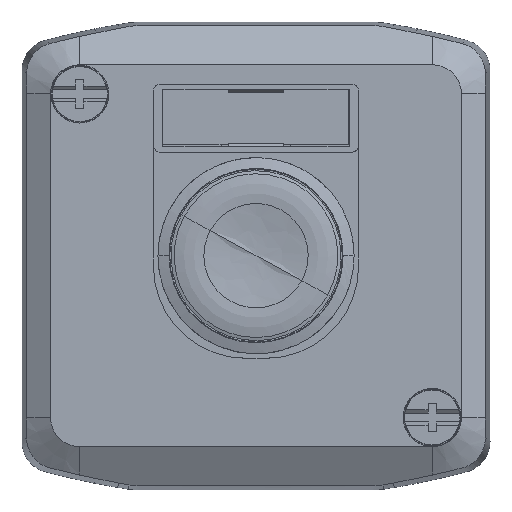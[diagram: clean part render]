
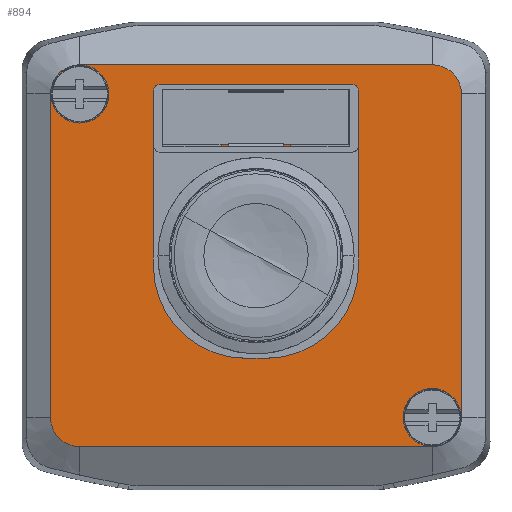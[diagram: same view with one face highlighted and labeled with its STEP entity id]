
A CAD part, top view. The second image highlights one B-rep face of the part: STEP entity #894.
In plain terms, the highlighted face is planar.
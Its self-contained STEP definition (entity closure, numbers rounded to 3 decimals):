
#68=CARTESIAN_POINT('Axis2P3D Location',(11.669,-28.295,23.525)) ;
#72=CARTESIAN_POINT('Vertex',(15.88,-28.295,23.525)) ;
#74=CARTESIAN_POINT('Vertex',(7.458,-28.295,23.525)) ;
#108=CARTESIAN_POINT('Axis2P3D Location',(11.669,-28.295,23.525)) ;
#125=CARTESIAN_POINT('Axis2P3D Location',(-39.531,18.705,23.525)) ;
#129=CARTESIAN_POINT('Vertex',(-35.32,18.705,23.525)) ;
#131=CARTESIAN_POINT('Vertex',(-43.742,18.705,23.525)) ;
#165=CARTESIAN_POINT('Axis2P3D Location',(-39.531,18.705,23.525)) ;
#195=CARTESIAN_POINT('Vertex',(-12.431,7.555,23.525)) ;
#198=CARTESIAN_POINT('Line Origine',(-13.931,7.555,23.525)) ;
#202=CARTESIAN_POINT('Vertex',(-15.431,7.555,23.525)) ;
#222=CARTESIAN_POINT('Line Origine',(-12.431,6.94,23.525)) ;
#226=CARTESIAN_POINT('Vertex',(-12.431,6.325,23.525)) ;
#275=CARTESIAN_POINT('Line Origine',(-15.431,6.94,23.525)) ;
#279=CARTESIAN_POINT('Vertex',(-15.431,6.325,23.525)) ;
#534=CARTESIAN_POINT('Vertex',(-39.581,-32.545,23.525)) ;
#537=CARTESIAN_POINT('Axis2P3D Location',(-39.581,-28.345,23.525)) ;
#541=CARTESIAN_POINT('Vertex',(-43.781,-28.345,23.525)) ;
#594=CARTESIAN_POINT('Line Origine',(-43.781,-4.795,23.525)) ;
#598=CARTESIAN_POINT('Vertex',(-43.781,18.755,23.525)) ;
#625=CARTESIAN_POINT('Line Origine',(15.919,-4.795,23.525)) ;
#629=CARTESIAN_POINT('Vertex',(15.919,-28.345,23.525)) ;
#631=CARTESIAN_POINT('Vertex',(15.919,18.755,23.525)) ;
#674=CARTESIAN_POINT('Axis2P3D Location',(11.719,-28.345,23.525)) ;
#678=CARTESIAN_POINT('Vertex',(11.719,-32.545,23.525)) ;
#734=CARTESIAN_POINT('Vertex',(11.719,22.955,23.525)) ;
#737=CARTESIAN_POINT('Axis2P3D Location',(11.719,18.755,23.525)) ;
#794=CARTESIAN_POINT('Axis2P3D Location',(-39.581,18.755,23.525)) ;
#798=CARTESIAN_POINT('Vertex',(-39.581,22.955,23.525)) ;
#834=CARTESIAN_POINT('Axis2P3D Location',(-13.931,-4.795,23.525)) ;
#839=CARTESIAN_POINT('Line Origine',(-13.931,22.955,23.525)) ;
#844=CARTESIAN_POINT('Line Origine',(-13.931,-32.545,23.525)) ;
#867=CARTESIAN_POINT('Axis2P3D Location',(-13.931,-4.795,23.525)) ;
#871=CARTESIAN_POINT('Vertex',(-25.152,-4.795,23.525)) ;
#874=CARTESIAN_POINT('Axis2P3D Location',(-13.931,-4.795,23.525)) ;
#878=CARTESIAN_POINT('Vertex',(-2.71,-4.795,23.525)) ;
#881=CARTESIAN_POINT('Axis2P3D Location',(-13.931,-4.795,23.525)) ;
#200=VECTOR('Line Direction',#199,1.) ;
#224=VECTOR('Line Direction',#223,1.) ;
#277=VECTOR('Line Direction',#276,1.) ;
#596=VECTOR('Line Direction',#595,1.) ;
#627=VECTOR('Line Direction',#626,1.) ;
#841=VECTOR('Line Direction',#840,1.) ;
#846=VECTOR('Line Direction',#845,1.) ;
#69=DIRECTION('Axis2P3D Direction',(0.,0.,1.)) ;
#109=DIRECTION('Axis2P3D Direction',(0.,0.,1.)) ;
#126=DIRECTION('Axis2P3D Direction',(0.,0.,1.)) ;
#166=DIRECTION('Axis2P3D Direction',(0.,0.,1.)) ;
#199=DIRECTION('Vector Direction',(-1.,0.,0.)) ;
#223=DIRECTION('Vector Direction',(0.,1.,0.)) ;
#276=DIRECTION('Vector Direction',(0.,-1.,0.)) ;
#538=DIRECTION('Axis2P3D Direction',(0.,0.,-1.)) ;
#595=DIRECTION('Vector Direction',(0.,-1.,0.)) ;
#626=DIRECTION('Vector Direction',(0.,1.,0.)) ;
#675=DIRECTION('Axis2P3D Direction',(0.,0.,-1.)) ;
#738=DIRECTION('Axis2P3D Direction',(-0.,-0.,-1.)) ;
#795=DIRECTION('Axis2P3D Direction',(0.,0.,-1.)) ;
#835=DIRECTION('Axis2P3D Direction',(0.,-0.,1.)) ;
#836=DIRECTION('Axis2P3D XDirection',(0.,1.,0.)) ;
#840=DIRECTION('Vector Direction',(-1.,0.,0.)) ;
#845=DIRECTION('Vector Direction',(1.,0.,0.)) ;
#868=DIRECTION('Axis2P3D Direction',(0.,-0.,1.)) ;
#875=DIRECTION('Axis2P3D Direction',(0.,-0.,1.)) ;
#882=DIRECTION('Axis2P3D Direction',(0.,-0.,1.)) ;
#70=AXIS2_PLACEMENT_3D('Circle Axis2P3D',#68,#69,$) ;
#110=AXIS2_PLACEMENT_3D('Circle Axis2P3D',#108,#109,$) ;
#127=AXIS2_PLACEMENT_3D('Circle Axis2P3D',#125,#126,$) ;
#167=AXIS2_PLACEMENT_3D('Circle Axis2P3D',#165,#166,$) ;
#539=AXIS2_PLACEMENT_3D('Circle Axis2P3D',#537,#538,$) ;
#676=AXIS2_PLACEMENT_3D('Circle Axis2P3D',#674,#675,$) ;
#739=AXIS2_PLACEMENT_3D('Circle Axis2P3D',#737,#738,$) ;
#796=AXIS2_PLACEMENT_3D('Circle Axis2P3D',#794,#795,$) ;
#837=AXIS2_PLACEMENT_3D('Plane Axis2P3D',#834,#835,#836) ;
#869=AXIS2_PLACEMENT_3D('Circle Axis2P3D',#867,#868,$) ;
#876=AXIS2_PLACEMENT_3D('Circle Axis2P3D',#874,#875,$) ;
#883=AXIS2_PLACEMENT_3D('Circle Axis2P3D',#881,#882,$) ;
#201=LINE('Line',#198,#200) ;
#225=LINE('Line',#222,#224) ;
#278=LINE('Line',#275,#277) ;
#597=LINE('Line',#594,#596) ;
#628=LINE('Line',#625,#627) ;
#842=LINE('Line',#839,#841) ;
#847=LINE('Line',#844,#846) ;
#71=CIRCLE('generated circle',#70,4.211) ;
#111=CIRCLE('generated circle',#110,4.211) ;
#128=CIRCLE('generated circle',#127,4.211) ;
#168=CIRCLE('generated circle',#167,4.211) ;
#540=CIRCLE('generated circle',#539,4.2) ;
#677=CIRCLE('generated circle',#676,4.2) ;
#740=CIRCLE('generated circle',#739,4.2) ;
#797=CIRCLE('generated circle',#796,4.2) ;
#870=CIRCLE('generated circle',#869,11.221) ;
#877=CIRCLE('generated circle',#876,11.221) ;
#884=CIRCLE('generated circle',#883,11.221) ;
#838=PLANE('',#837) ;
#862=FACE_BOUND('',#859,.T.) ;
#866=FACE_BOUND('',#863,.T.) ;
#893=FACE_BOUND('',#886,.T.) ;
#76=EDGE_CURVE('',#73,#75,#71,.T.) ;
#112=EDGE_CURVE('',#75,#73,#111,.T.) ;
#133=EDGE_CURVE('',#130,#132,#128,.T.) ;
#169=EDGE_CURVE('',#132,#130,#168,.T.) ;
#204=EDGE_CURVE('',#196,#203,#201,.T.) ;
#228=EDGE_CURVE('',#227,#196,#225,.T.) ;
#281=EDGE_CURVE('',#203,#280,#278,.T.) ;
#543=EDGE_CURVE('',#535,#542,#540,.T.) ;
#600=EDGE_CURVE('',#599,#542,#597,.T.) ;
#633=EDGE_CURVE('',#630,#632,#628,.T.) ;
#680=EDGE_CURVE('',#630,#679,#677,.T.) ;
#741=EDGE_CURVE('',#735,#632,#740,.T.) ;
#800=EDGE_CURVE('',#599,#799,#797,.T.) ;
#843=EDGE_CURVE('',#735,#799,#842,.T.) ;
#848=EDGE_CURVE('',#535,#679,#847,.T.) ;
#873=EDGE_CURVE('',#280,#872,#870,.T.) ;
#880=EDGE_CURVE('',#879,#227,#877,.T.) ;
#885=EDGE_CURVE('',#872,#879,#884,.T.) ;
#849=EDGE_LOOP('',(#850,#851,#852,#853,#854,#855,#856,#857)) ;
#859=EDGE_LOOP('',(#860,#861)) ;
#863=EDGE_LOOP('',(#864,#865)) ;
#886=EDGE_LOOP('',(#887,#888,#889,#890,#891,#892)) ;
#850=ORIENTED_EDGE('',*,*,#741,.F.) ;
#851=ORIENTED_EDGE('',*,*,#843,.T.) ;
#852=ORIENTED_EDGE('',*,*,#800,.F.) ;
#853=ORIENTED_EDGE('',*,*,#600,.T.) ;
#854=ORIENTED_EDGE('',*,*,#543,.F.) ;
#855=ORIENTED_EDGE('',*,*,#848,.T.) ;
#856=ORIENTED_EDGE('',*,*,#680,.F.) ;
#857=ORIENTED_EDGE('',*,*,#633,.T.) ;
#860=ORIENTED_EDGE('',*,*,#112,.F.) ;
#861=ORIENTED_EDGE('',*,*,#76,.F.) ;
#864=ORIENTED_EDGE('',*,*,#169,.F.) ;
#865=ORIENTED_EDGE('',*,*,#133,.F.) ;
#887=ORIENTED_EDGE('',*,*,#873,.F.) ;
#888=ORIENTED_EDGE('',*,*,#281,.F.) ;
#889=ORIENTED_EDGE('',*,*,#204,.F.) ;
#890=ORIENTED_EDGE('',*,*,#228,.F.) ;
#891=ORIENTED_EDGE('',*,*,#880,.F.) ;
#892=ORIENTED_EDGE('',*,*,#885,.F.) ;
#73=VERTEX_POINT('',#72) ;
#75=VERTEX_POINT('',#74) ;
#130=VERTEX_POINT('',#129) ;
#132=VERTEX_POINT('',#131) ;
#196=VERTEX_POINT('',#195) ;
#203=VERTEX_POINT('',#202) ;
#227=VERTEX_POINT('',#226) ;
#280=VERTEX_POINT('',#279) ;
#535=VERTEX_POINT('',#534) ;
#542=VERTEX_POINT('',#541) ;
#599=VERTEX_POINT('',#598) ;
#630=VERTEX_POINT('',#629) ;
#632=VERTEX_POINT('',#631) ;
#679=VERTEX_POINT('',#678) ;
#735=VERTEX_POINT('',#734) ;
#799=VERTEX_POINT('',#798) ;
#872=VERTEX_POINT('',#871) ;
#879=VERTEX_POINT('',#878) ;
#894=ADVANCED_FACE('XALD01',(#858,#862,#866,#893),#838,.T.) ;
#858=FACE_OUTER_BOUND('',#849,.T.) ;
